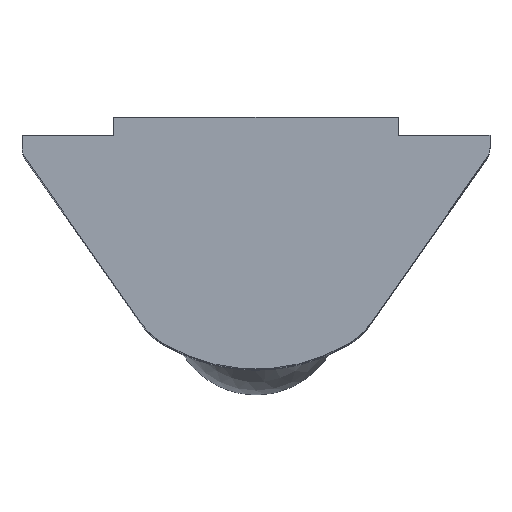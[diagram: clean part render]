
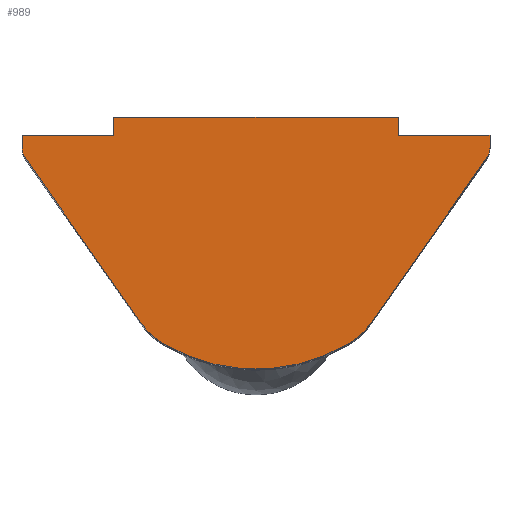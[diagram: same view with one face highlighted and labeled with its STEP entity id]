
A CAD part, top view. The second image highlights one B-rep face of the part: STEP entity #989.
In plain terms, the highlighted planar face has unit normal (0, 0, 1).
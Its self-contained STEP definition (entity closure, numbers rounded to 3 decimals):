
#528=PLANE('',#955);
#553=VECTOR('',#876,1.);
#556=VECTOR('',#887,1.);
#557=VECTOR('',#890,1.);
#558=VECTOR('',#891,1.);
#559=VECTOR('',#892,1.);
#560=VECTOR('',#893,1.);
#561=VECTOR('',#894,1.);
#562=VECTOR('',#895,1.);
#563=VECTOR('',#896,1.);
#587=LINE('',#1424,#553);
#590=LINE('',#1435,#556);
#591=LINE('',#1439,#557);
#592=LINE('',#1441,#558);
#593=LINE('',#1443,#559);
#594=LINE('',#1445,#560);
#595=LINE('',#1447,#561);
#596=LINE('',#1449,#562);
#597=LINE('',#1451,#563);
#633=ORIENTED_EDGE('',*,*,#773,.T.);
#634=ORIENTED_EDGE('',*,*,#776,.F.);
#635=ORIENTED_EDGE('',*,*,#777,.F.);
#636=ORIENTED_EDGE('',*,*,#778,.F.);
#637=ORIENTED_EDGE('',*,*,#779,.F.);
#638=ORIENTED_EDGE('',*,*,#780,.F.);
#639=ORIENTED_EDGE('',*,*,#781,.T.);
#640=ORIENTED_EDGE('',*,*,#782,.T.);
#641=ORIENTED_EDGE('',*,*,#783,.T.);
#642=ORIENTED_EDGE('',*,*,#784,.T.);
#643=ORIENTED_EDGE('',*,*,#785,.F.);
#644=ORIENTED_EDGE('',*,*,#786,.T.);
#645=ORIENTED_EDGE('',*,*,#787,.F.);
#646=ORIENTED_EDGE('',*,*,#788,.F.);
#715=CIRCLE('',#956,2.);
#716=CIRCLE('',#957,5.);
#717=CIRCLE('',#958,2.);
#718=CIRCLE('',#959,0.5);
#719=CIRCLE('',#960,0.5);
#738=VERTEX_POINT('',#1422);
#739=VERTEX_POINT('',#1423);
#740=VERTEX_POINT('',#1428);
#741=VERTEX_POINT('',#1430);
#742=VERTEX_POINT('',#1432);
#743=VERTEX_POINT('',#1434);
#744=VERTEX_POINT('',#1436);
#745=VERTEX_POINT('',#1438);
#746=VERTEX_POINT('',#1440);
#747=VERTEX_POINT('',#1442);
#748=VERTEX_POINT('',#1444);
#749=VERTEX_POINT('',#1446);
#750=VERTEX_POINT('',#1448);
#751=VERTEX_POINT('',#1450);
#773=EDGE_CURVE('',#738,#739,#587,.T.);
#776=EDGE_CURVE('',#740,#739,#715,.T.);
#777=EDGE_CURVE('',#741,#740,#716,.T.);
#778=EDGE_CURVE('',#742,#741,#717,.T.);
#779=EDGE_CURVE('',#743,#742,#590,.T.);
#780=EDGE_CURVE('',#744,#743,#718,.T.);
#781=EDGE_CURVE('',#744,#745,#591,.T.);
#782=EDGE_CURVE('',#745,#746,#592,.T.);
#783=EDGE_CURVE('',#746,#747,#593,.T.);
#784=EDGE_CURVE('',#747,#748,#594,.T.);
#785=EDGE_CURVE('',#749,#748,#595,.T.);
#786=EDGE_CURVE('',#749,#750,#596,.T.);
#787=EDGE_CURVE('',#751,#750,#597,.T.);
#788=EDGE_CURVE('',#738,#751,#719,.T.);
#809=EDGE_LOOP('',(#633,#634,#635,#636,#637,#638,#639,#640,#641,#642,#643,
#644,#645,#646));
#831=FACE_BOUND('',#809,.T.);
#876=DIRECTION('',(3.203,-4.574,0.));
#879=DIRECTION('',(0.,0.,1.));
#880=DIRECTION('',(0.,-1.,0.));
#881=DIRECTION('',(0.,0.,-1.));
#882=DIRECTION('',(-1.046,-1.705,0.));
#883=DIRECTION('',(0.,0.,-1.));
#884=DIRECTION('',(2.615,-4.262,0.));
#885=DIRECTION('',(0.,0.,-1.));
#886=DIRECTION('',(1.638,-1.147,0.));
#887=DIRECTION('',(-3.203,-4.574,0.));
#888=DIRECTION('',(0.,0.,-1.));
#889=DIRECTION('',(0.5,0.,0.));
#890=DIRECTION('',(0.,0.344,0.));
#891=DIRECTION('',(-2.55,0.,0.));
#892=DIRECTION('',(0.,0.5,0.));
#893=DIRECTION('',(-7.9,0.,0.));
#894=DIRECTION('',(0.,0.5,0.));
#895=DIRECTION('',(-2.55,0.,0.));
#896=DIRECTION('',(0.,0.344,0.));
#897=DIRECTION('',(0.,0.,-1.));
#898=DIRECTION('',(-0.41,-0.287,0.));
#955=AXIS2_PLACEMENT_3D('',#1427,#879,#880);
#956=AXIS2_PLACEMENT_3D('',#1429,#881,#882);
#957=AXIS2_PLACEMENT_3D('',#1431,#883,#884);
#958=AXIS2_PLACEMENT_3D('',#1433,#885,#886);
#959=AXIS2_PLACEMENT_3D('',#1437,#888,#889);
#960=AXIS2_PLACEMENT_3D('',#1452,#897,#898);
#989=ADVANCED_FACE('',(#831),#528,.T.);
#1422=CARTESIAN_POINT('',(-6.41,-1.131,23.));
#1423=CARTESIAN_POINT('',(-3.207,-5.704,23.));
#1424=CARTESIAN_POINT('',(-6.41,-1.131,23.));
#1427=CARTESIAN_POINT('',(-6.41,-1.131,23.));
#1428=CARTESIAN_POINT('',(-2.615,-6.262,23.));
#1429=CARTESIAN_POINT('',(-1.569,-4.557,23.));
#1430=CARTESIAN_POINT('',(2.615,-6.262,23.));
#1431=CARTESIAN_POINT('',(0.,-2.,23.));
#1432=CARTESIAN_POINT('',(3.207,-5.704,23.));
#1433=CARTESIAN_POINT('',(1.569,-4.557,23.));
#1434=CARTESIAN_POINT('',(6.41,-1.131,23.));
#1435=CARTESIAN_POINT('',(6.41,-1.131,23.));
#1436=CARTESIAN_POINT('',(6.5,-0.844,23.));
#1437=CARTESIAN_POINT('',(6.,-0.844,23.));
#1438=CARTESIAN_POINT('',(6.5,-0.5,23.));
#1439=CARTESIAN_POINT('',(6.5,-0.844,23.));
#1440=CARTESIAN_POINT('',(3.95,-0.5,23.));
#1441=CARTESIAN_POINT('',(6.5,-0.5,23.));
#1442=CARTESIAN_POINT('',(3.95,0.,23.));
#1443=CARTESIAN_POINT('',(3.95,-0.5,23.));
#1444=CARTESIAN_POINT('',(-3.95,0.,23.));
#1445=CARTESIAN_POINT('',(3.95,0.,23.));
#1446=CARTESIAN_POINT('',(-3.95,-0.5,23.));
#1447=CARTESIAN_POINT('',(-3.95,-0.5,23.));
#1448=CARTESIAN_POINT('',(-6.5,-0.5,23.));
#1449=CARTESIAN_POINT('',(-3.95,-0.5,23.));
#1450=CARTESIAN_POINT('',(-6.5,-0.844,23.));
#1451=CARTESIAN_POINT('',(-6.5,-0.844,23.));
#1452=CARTESIAN_POINT('',(-6.,-0.844,23.));
